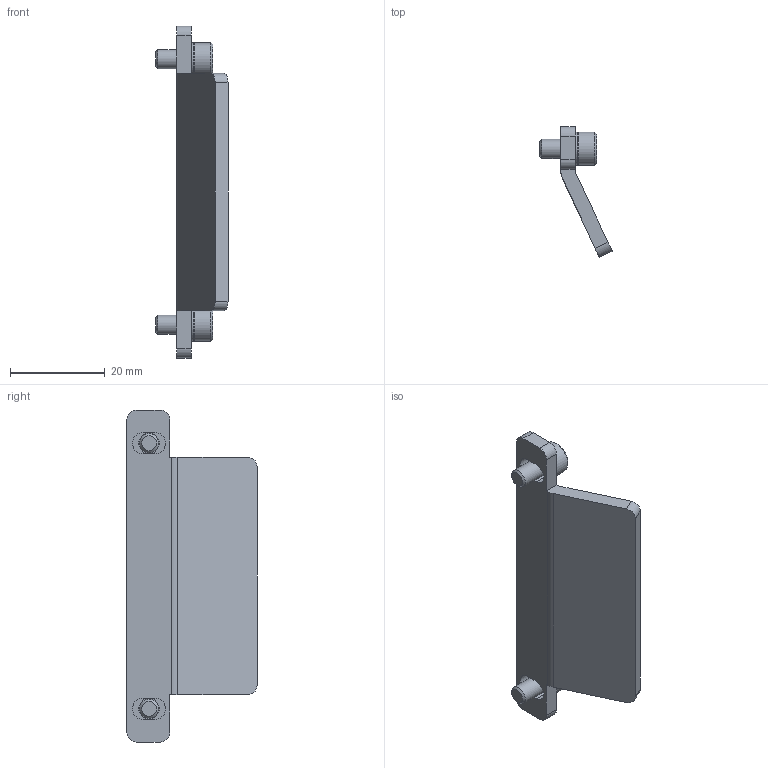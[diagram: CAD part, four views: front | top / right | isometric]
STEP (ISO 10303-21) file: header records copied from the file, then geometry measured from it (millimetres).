
FILE_DESCRIPTION(/* description */ ('STEP AP214'),/* implementation_level */ '2;1');
FILE_NAME(/* name */ '558047_SF-EGC-1-70',/* time_stamp */ '2024-09-15T01:44:17+02:00',/* author */ ('License CC BY-ND 4.0'),/* organization */ ('CADENAS'),/* preprocessor_version */ 'ST-DEVELOPER v19.3',/* originating_system */ 'PARTsolutions',/* authorisation */ ' ');
FILE_SCHEMA (('AUTOMOTIVE_DESIGN {1 0 10303 214 3 1 1}'));
Length unit declared in the file: millimetre
Products named in the file (4): 558047 SF-EGC-1-70; 558047 SF-EGC-1-70_(p); 412700 S4; DIN-912 - M4x8(F)
Assembly tree (5 placements, depth 2):
  558047 SF-EGC-1-70
    558047 SF-EGC-1-70_(p)
    412700 S4  x2
    DIN-912 - M4x8(F)  x2
Bounding box: 15.2 x 27.43 x 70 mm (x, y, z)
Volume: 5139.8 mm3; surface area: 4474.6 mm2
Topology: 5 solids, 5 shells, 92 faces, 194 edges, 114 vertices
Faces by surface type: plane 50, cone 22, cylinder 20
Full cylindrical faces by diameter (mm): 4 x2, 4.3 x2, 7 x4
Entity records: 1737 total; most frequent: DIRECTION 298, CARTESIAN_POINT 295, ORIENTED_EDGE 248, EDGE_CURVE 124, AXIS2_PLACEMENT_3D 114, VERTEX_POINT 81, FACE_BOUND 77, EDGE_LOOP 76
